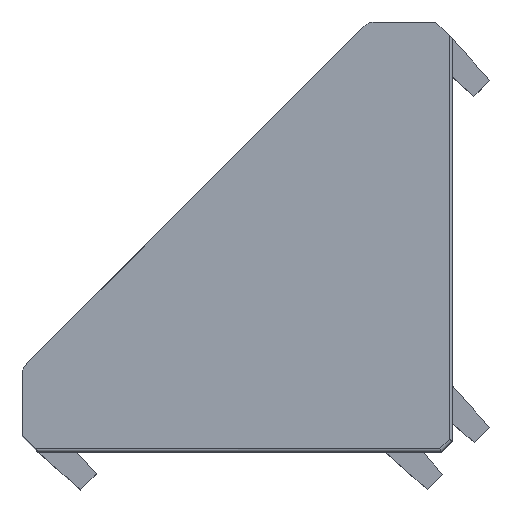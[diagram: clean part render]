
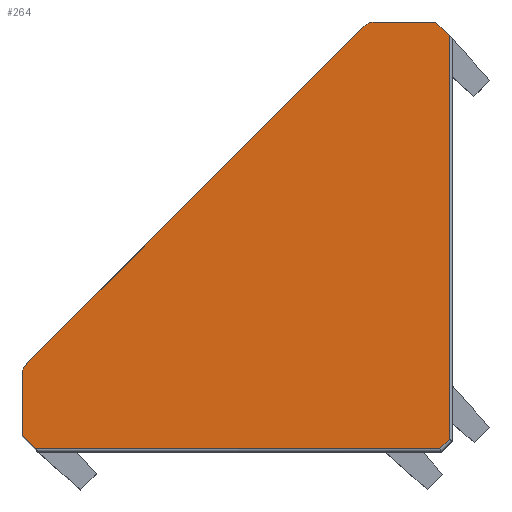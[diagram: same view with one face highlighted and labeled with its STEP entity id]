
A CAD part, top view. The second image highlights one B-rep face of the part: STEP entity #264.
In plain terms, the highlighted planar face has unit normal (0.012, -0.012, 1).
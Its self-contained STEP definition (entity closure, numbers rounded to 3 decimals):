
#264=ADVANCED_FACE('NONE',(#692),#693,.T.);
#692=FACE_OUTER_BOUND('',#1330,.T.);
#693=PLANE('',#1331);
#1330=EDGE_LOOP('',(#2502,#2503,#2504,#2505,#2506,#2507,#2508,#2509,#2510,#2511));
#1331=AXIS2_PLACEMENT_3D('',#2512,#2513,#2514);
#2502=ORIENTED_EDGE('',*,*,#3927,.T.);
#2503=ORIENTED_EDGE('',*,*,#4062,.T.);
#2504=ORIENTED_EDGE('',*,*,#4063,.T.);
#2505=ORIENTED_EDGE('',*,*,#4064,.T.);
#2506=ORIENTED_EDGE('',*,*,#4036,.T.);
#2507=ORIENTED_EDGE('',*,*,#4041,.T.);
#2508=ORIENTED_EDGE('',*,*,#4044,.T.);
#2509=ORIENTED_EDGE('',*,*,#4020,.T.);
#2510=ORIENTED_EDGE('',*,*,#4048,.T.);
#2511=ORIENTED_EDGE('',*,*,#4051,.T.);
#2512=CARTESIAN_POINT('',(-5.62,26.907,14.0));
#2513=DIRECTION('',(0.012,-0.012,1.));
#2514=DIRECTION('',(-0.707,-0.707,0.0));
#3927=EDGE_CURVE('NONE',#4668,#4666,#4669,.T.);
#4020=EDGE_CURVE('NONE',#4838,#4836,#4839,.T.);
#4036=EDGE_CURVE('NONE',#4862,#4860,#4863,.T.);
#4041=EDGE_CURVE('NONE',#4860,#4868,#4870,.T.);
#4044=EDGE_CURVE('NONE',#4868,#4838,#4873,.T.);
#4048=EDGE_CURVE('NONE',#4836,#4877,#4879,.T.);
#4051=EDGE_CURVE('NONE',#4877,#4668,#4882,.T.);
#4062=EDGE_CURVE('NONE',#4666,#4897,#4898,.T.);
#4063=EDGE_CURVE('NONE',#4897,#4899,#4900,.T.);
#4064=EDGE_CURVE('NONE',#4899,#4862,#4901,.T.);
#4666=VERTEX_POINT('NONE',#5892);
#4668=VERTEX_POINT('NONE',#5904);
#4669=LINE('',#5905,#5906);
#4836=VERTEX_POINT('NONE',#6373);
#4838=VERTEX_POINT('NONE',#6376);
#4839=LINE('',#6377,#6378);
#4860=VERTEX_POINT('NONE',#6437);
#4862=VERTEX_POINT('NONE',#6440);
#4863=LINE('',#6441,#6442);
#4868=VERTEX_POINT('NONE',#6458);
#4870=LINE('',#6461,#6462);
#4873=(B_SPLINE_CURVE(3,(#6476,#6477,#6478,#6479),.UNSPECIFIED.,.F.,.F.)B_SPLINE_CURVE_WITH_KNOTS((4,4),(2.356,3.142),.UNSPECIFIED.)RATIONAL_B_SPLINE_CURVE((1.0,0.949,0.949,1.0))BOUNDED_CURVE()REPRESENTATION_ITEM('')GEOMETRIC_REPRESENTATION_ITEM()CURVE());
#4877=VERTEX_POINT('NONE',#6499);
#4879=(B_SPLINE_CURVE(3,(#6503,#6504,#6505,#6506),.UNSPECIFIED.,.F.,.F.)B_SPLINE_CURVE_WITH_KNOTS((4,4),(3.142,3.927),.UNSPECIFIED.)RATIONAL_B_SPLINE_CURVE((1.0,0.949,0.949,1.0))BOUNDED_CURVE()REPRESENTATION_ITEM('')GEOMETRIC_REPRESENTATION_ITEM()CURVE());
#4882=LINE('',#6516,#6517);
#4897=VERTEX_POINT('NONE',#6539);
#4898=LINE('',#6540,#6541);
#4899=VERTEX_POINT('NONE',#6542);
#4900=LINE('',#6543,#6544);
#4901=LINE('',#6545,#6546);
#5892=CARTESIAN_POINT('',(-26.36,0.198,13.926));
#5904=CARTESIAN_POINT('',(-27.2,1.037,13.947));
#5905=CARTESIAN_POINT('',(-27.201,1.038,13.947));
#5906=VECTOR('',#7594,1000.0);
#6373=CARTESIAN_POINT('',(-26.907,5.62,14.0));
#6376=CARTESIAN_POINT('',(-5.62,26.907,14.0));
#6377=CARTESIAN_POINT('',(-5.62,26.907,14.0));
#6378=VECTOR('',#7656,1000.0);
#6437=CARTESIAN_POINT('',(-1.037,27.2,13.947));
#6440=CARTESIAN_POINT('',(-0.198,26.36,13.926));
#6441=CARTESIAN_POINT('',(-1.038,27.201,13.947));
#6442=VECTOR('',#7666,1000.0);
#6458=CARTESIAN_POINT('',(-4.913,27.2,13.995));
#6461=CARTESIAN_POINT('',(-1.038,27.2,13.947));
#6462=VECTOR('',#7669,1000.0);
#6476=CARTESIAN_POINT('',(-4.913,27.2,13.995));
#6477=CARTESIAN_POINT('',(-5.181,27.2,13.998));
#6478=CARTESIAN_POINT('',(-5.43,27.097,14.0));
#6479=CARTESIAN_POINT('',(-5.62,26.907,14.0));
#6499=CARTESIAN_POINT('',(-27.2,4.913,13.995));
#6503=CARTESIAN_POINT('',(-26.907,5.62,14.0));
#6504=CARTESIAN_POINT('',(-27.097,5.43,14.0));
#6505=CARTESIAN_POINT('',(-27.2,5.181,13.998));
#6506=CARTESIAN_POINT('',(-27.2,4.913,13.995));
#6516=CARTESIAN_POINT('',(-27.2,4.913,13.995));
#6517=VECTOR('',#7672,1000.0);
#6539=CARTESIAN_POINT('',(-0.787,0.198,13.611));
#6540=CARTESIAN_POINT('',(-0.707,0.198,13.61));
#6541=VECTOR('',#7680,1000.0);
#6542=CARTESIAN_POINT('',(-0.198,0.787,13.611));
#6543=CARTESIAN_POINT('',(-0.139,0.846,13.611));
#6544=VECTOR('',#7681,1000.0);
#6545=CARTESIAN_POINT('',(-0.198,26.163,13.924));
#6546=VECTOR('',#7682,1000.0);
#7594=DIRECTION('',(0.707,-0.707,-0.017));
#7656=DIRECTION('',(-0.707,-0.707,0.0));
#7666=DIRECTION('',(-0.707,0.707,0.017));
#7669=DIRECTION('',(-1.,0.,0.012));
#7672=DIRECTION('',(0.,-1.,-0.012));
#7680=DIRECTION('',(1.,0.,-0.012));
#7681=DIRECTION('',(0.707,0.707,0.));
#7682=DIRECTION('',(0.,1.,0.012));
